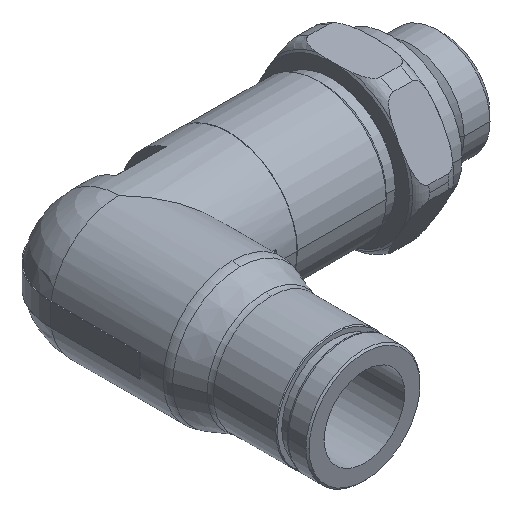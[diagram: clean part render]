
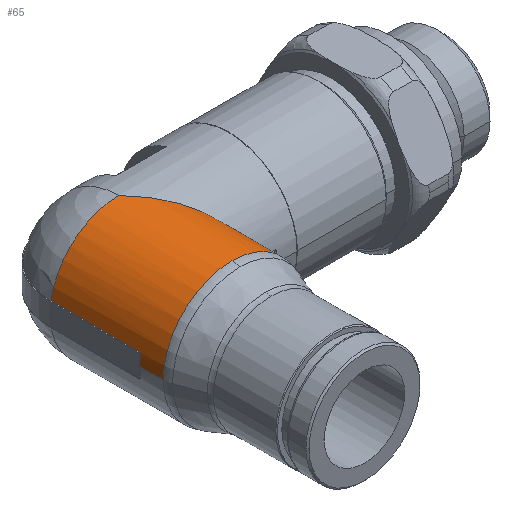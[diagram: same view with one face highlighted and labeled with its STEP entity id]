
A CAD part, isometric view. The second image highlights one B-rep face of the part: STEP entity #65.
In plain terms, the highlighted cylindrical face has radius 8.55 mm (diameter 17.1 mm), a partial arc.
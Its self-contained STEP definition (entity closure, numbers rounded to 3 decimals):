
#65=ADVANCED_FACE('',(#215),#216,.T.);
#215=FACE_OUTER_BOUND('',#484,.T.);
#216=CYLINDRICAL_SURFACE('',#485,8.55);
#484=EDGE_LOOP('',(#856,#857,#858,#859,#860,#861,#862,#863,#864,#865,#866));
#485=AXIS2_PLACEMENT_3D('',#867,#868,#869);
#856=ORIENTED_EDGE('',*,*,#1829,.F.);
#857=ORIENTED_EDGE('',*,*,#1830,.T.);
#858=ORIENTED_EDGE('',*,*,#1831,.T.);
#859=ORIENTED_EDGE('',*,*,#1832,.F.);
#860=ORIENTED_EDGE('',*,*,#1833,.T.);
#861=ORIENTED_EDGE('',*,*,#1834,.T.);
#862=ORIENTED_EDGE('',*,*,#1835,.T.);
#863=ORIENTED_EDGE('',*,*,#1836,.F.);
#864=ORIENTED_EDGE('',*,*,#1837,.F.);
#865=ORIENTED_EDGE('',*,*,#1838,.T.);
#866=ORIENTED_EDGE('',*,*,#1839,.T.);
#867=CARTESIAN_POINT('',(0.0,-5.58,0.0));
#868=DIRECTION('',(0.0,1.0,0.0));
#869=DIRECTION('',(-1.0,0.0,0.0));
#1829=EDGE_CURVE('',#2216,#2217,#2218,.T.);
#1830=EDGE_CURVE('',#2216,#2219,#2220,.T.);
#1831=EDGE_CURVE('',#2219,#2221,#2222,.T.);
#1832=EDGE_CURVE('',#2223,#2221,#2224,.T.);
#1833=EDGE_CURVE('',#2223,#2225,#2226,.T.);
#1834=EDGE_CURVE('',#2225,#2227,#2228,.T.);
#1835=EDGE_CURVE('',#2227,#2229,#2230,.T.);
#1836=EDGE_CURVE('',#2231,#2229,#2232,.T.);
#1837=EDGE_CURVE('',#2233,#2231,#2234,.T.);
#1838=EDGE_CURVE('',#2233,#2235,#2236,.T.);
#1839=EDGE_CURVE('',#2235,#2217,#2237,.T.);
#2216=VERTEX_POINT('',#2819);
#2217=VERTEX_POINT('',#2820);
#2218=LINE('',#2821,#2822);
#2219=VERTEX_POINT('',#2823);
#2220=CIRCLE('',#2824,8.55);
#2221=VERTEX_POINT('',#2825);
#2222=CIRCLE('',#2826,8.55);
#2223=VERTEX_POINT('',#2827);
#2224=LINE('',#2828,#2829);
#2225=VERTEX_POINT('',#2830);
#2226=B_SPLINE_CURVE_WITH_KNOTS('',3,(#2831,#2832,#2833,#2834,#2835,#2836,#2837,#2838,#2839,#2840,#2841,#2842,#2843,#2844,#2845,#2846,#2847,#2848,#2849,#2850,#2851,#2852),.UNSPECIFIED.,.F.,.F.,(4,2,2,2,2,2,2,2,2,2,4),(0.01,0.011,0.012,0.013,0.015,0.019,0.023,0.025,0.027,0.028,0.029),.UNSPECIFIED.);
#2227=VERTEX_POINT('',#2853);
#2228=ELLIPSE('',#2854,8.55,8.55);
#2229=VERTEX_POINT('',#2855);
#2230=LINE('',#2856,#2857);
#2231=VERTEX_POINT('',#2858);
#2232=ELLIPSE('',#2859,12.092,8.55);
#2233=VERTEX_POINT('',#2860);
#2234=CIRCLE('',#2861,8.55);
#2235=VERTEX_POINT('',#2862);
#2236=LINE('',#2863,#2864);
#2237=ELLIPSE('',#2865,8.55,8.55);
#2819=CARTESIAN_POINT('',(-8.55,-14.09,0.0));
#2820=CARTESIAN_POINT('',(-8.55,-11.161,0.0));
#2821=CARTESIAN_POINT('',(-8.55,-5.58,0.));
#2822=VECTOR('',#4196,1.0);
#2823=CARTESIAN_POINT('',(0.,-14.09,8.55));
#2824=AXIS2_PLACEMENT_3D('',#4197,#4198,#4199);
#2825=CARTESIAN_POINT('',(8.55,-14.09,0.));
#2826=AXIS2_PLACEMENT_3D('',#4200,#4201,#4202);
#2827=CARTESIAN_POINT('',(8.55,-11.046,0.));
#2828=CARTESIAN_POINT('',(8.55,-5.58,0.));
#2829=VECTOR('',#4203,1.0);
#2830=CARTESIAN_POINT('',(8.55,-11.05,0.008));
#2831=CARTESIAN_POINT('',(8.55,-11.05,-0.008));
#2832=CARTESIAN_POINT('',(8.55,-11.05,-0.008));
#2833=CARTESIAN_POINT('',(8.55,-11.049,-0.008));
#2834=CARTESIAN_POINT('',(8.55,-11.049,-0.008));
#2835=CARTESIAN_POINT('',(8.55,-11.048,-0.007));
#2836=CARTESIAN_POINT('',(8.55,-11.048,-0.007));
#2837=CARTESIAN_POINT('',(8.55,-11.047,-0.006));
#2838=CARTESIAN_POINT('',(8.55,-11.047,-0.005));
#2839=CARTESIAN_POINT('',(8.55,-11.046,-0.005));
#2840=CARTESIAN_POINT('',(8.55,-11.046,-0.003));
#2841=CARTESIAN_POINT('',(8.55,-11.046,-0.001));
#2842=CARTESIAN_POINT('',(8.55,-11.046,0.001));
#2843=CARTESIAN_POINT('',(8.55,-11.046,0.003));
#2844=CARTESIAN_POINT('',(8.55,-11.046,0.005));
#2845=CARTESIAN_POINT('',(8.55,-11.047,0.005));
#2846=CARTESIAN_POINT('',(8.55,-11.047,0.006));
#2847=CARTESIAN_POINT('',(8.55,-11.048,0.007));
#2848=CARTESIAN_POINT('',(8.55,-11.048,0.007));
#2849=CARTESIAN_POINT('',(8.55,-11.049,0.008));
#2850=CARTESIAN_POINT('',(8.55,-11.049,0.008));
#2851=CARTESIAN_POINT('',(8.55,-11.05,0.008));
#2852=CARTESIAN_POINT('',(8.55,-11.05,0.008));
#2853=CARTESIAN_POINT('',(8.435,-11.051,1.4));
#2854=AXIS2_PLACEMENT_3D('',#4204,#4205,#4206);
#2855=CARTESIAN_POINT('',(8.435,-8.435,1.4));
#2856=CARTESIAN_POINT('',(8.435,-5.58,1.4));
#2857=VECTOR('',#4207,1.0);
#2858=CARTESIAN_POINT('',(0.,0.0,8.55));
#2859=AXIS2_PLACEMENT_3D('',#4208,#4209,#4210);
#2860=CARTESIAN_POINT('',(-8.435,0.0,1.4));
#2861=AXIS2_PLACEMENT_3D('',#4211,#4212,#4213);
#2862=CARTESIAN_POINT('',(-8.435,-11.16,1.4));
#2863=CARTESIAN_POINT('',(-8.435,-5.58,1.4));
#2864=VECTOR('',#4214,1.0);
#2865=AXIS2_PLACEMENT_3D('',#4215,#4216,#4217);
#4196=DIRECTION('',(0.0,1.0,0.0));
#4197=CARTESIAN_POINT('',(0.0,-14.09,0.0));
#4198=DIRECTION('',(0.0,1.0,0.0));
#4199=DIRECTION('',(-1.0,0.0,0.0));
#4200=CARTESIAN_POINT('',(0.0,-14.09,0.0));
#4201=DIRECTION('',(0.0,1.0,0.0));
#4202=DIRECTION('',(-1.0,0.0,0.0));
#4203=DIRECTION('',(-0.0,-1.0,-0.0));
#4204=CARTESIAN_POINT('',(0.0,-11.105,0.0));
#4205=DIRECTION('',(0.006,-1.,0.0));
#4206=DIRECTION('',(-1.,-0.006,0.0));
#4207=DIRECTION('',(0.0,1.0,0.0));
#4208=CARTESIAN_POINT('',(0.0,0.0,0.0));
#4209=DIRECTION('',(0.707,0.707,-0.0));
#4210=DIRECTION('',(-0.707,0.707,0.0));
#4211=CARTESIAN_POINT('',(0.0,0.0,0.0));
#4212=DIRECTION('',(0.0,1.0,0.0));
#4213=DIRECTION('',(0.0,0.0,-1.0));
#4214=DIRECTION('',(-0.0,-1.0,-0.0));
#4215=CARTESIAN_POINT('',(0.0,-11.105,0.0));
#4216=DIRECTION('',(0.006,-1.,0.0));
#4217=DIRECTION('',(-1.,-0.006,0.0));
